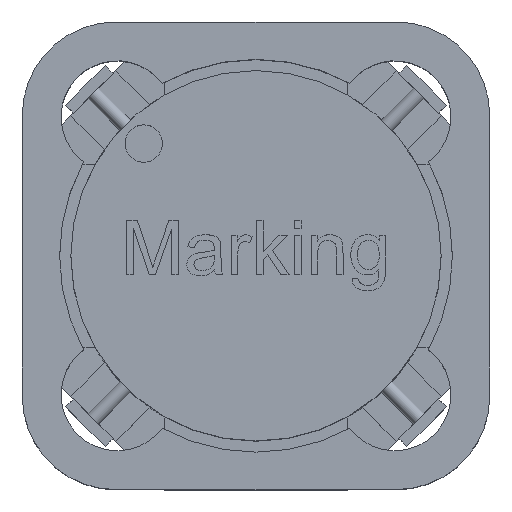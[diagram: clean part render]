
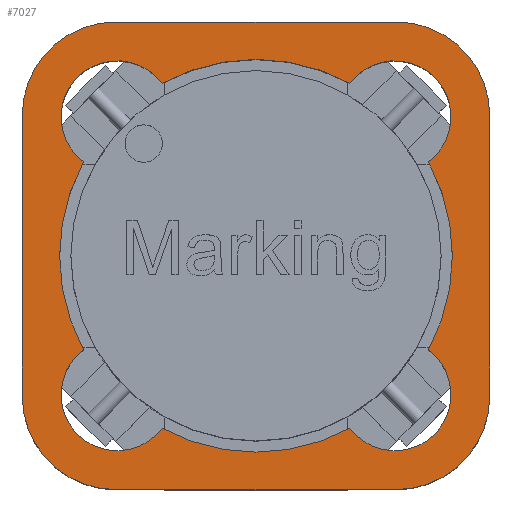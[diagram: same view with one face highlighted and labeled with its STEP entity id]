
A CAD part, top view. The second image highlights one B-rep face of the part: STEP entity #7027.
In plain terms, the highlighted planar face has unit normal (0, 0, 1).
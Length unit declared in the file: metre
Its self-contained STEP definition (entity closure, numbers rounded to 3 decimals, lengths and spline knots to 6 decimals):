
#227=CIRCLE('',#9044,0.0015);
#229=CIRCLE('',#9047,0.0015);
#231=CIRCLE('',#9050,0.0015);
#235=CIRCLE('',#9056,0.00525);
#239=CIRCLE('',#9062,0.00525);
#243=CIRCLE('',#9079,0.0025);
#245=CIRCLE('',#9082,0.0025);
#247=CIRCLE('',#9085,0.0025);
#249=CIRCLE('',#9088,0.0025);
#254=CIRCLE('',#9097,0.00525);
#255=CIRCLE('',#9098,0.00525);
#256=CIRCLE('',#9099,0.0015);
#2035=ORIENTED_EDGE('',*,*,#3210,.T.);
#2036=ORIENTED_EDGE('',*,*,#3197,.T.);
#2037=ORIENTED_EDGE('',*,*,#3147,.T.);
#2038=ORIENTED_EDGE('',*,*,#3200,.T.);
#2039=ORIENTED_EDGE('',*,*,#3161,.T.);
#2040=ORIENTED_EDGE('',*,*,#3202,.T.);
#2041=ORIENTED_EDGE('',*,*,#3213,.T.);
#2042=ORIENTED_EDGE('',*,*,#3205,.T.);
#2043=ORIENTED_EDGE('',*,*,#3218,.F.);
#2044=ORIENTED_EDGE('',*,*,#3138,.F.);
#2045=ORIENTED_EDGE('',*,*,#3166,.F.);
#2046=ORIENTED_EDGE('',*,*,#3134,.F.);
#2047=ORIENTED_EDGE('',*,*,#3152,.F.);
#2048=ORIENTED_EDGE('',*,*,#3130,.F.);
#2049=ORIENTED_EDGE('',*,*,#3219,.F.);
#2050=ORIENTED_EDGE('',*,*,#3220,.F.);
#3130=EDGE_CURVE('',#3873,#3874,#227,.T.);
#3134=EDGE_CURVE('',#3877,#3878,#229,.T.);
#3138=EDGE_CURVE('',#3881,#3882,#231,.T.);
#3147=EDGE_CURVE('',#3891,#3890,#4627,.T.);
#3152=EDGE_CURVE('',#3874,#3877,#235,.T.);
#3161=EDGE_CURVE('',#3903,#3902,#4637,.T.);
#3166=EDGE_CURVE('',#3878,#3881,#239,.T.);
#3197=EDGE_CURVE('',#3924,#3891,#243,.T.);
#3200=EDGE_CURVE('',#3890,#3903,#245,.T.);
#3202=EDGE_CURVE('',#3902,#3926,#247,.T.);
#3205=EDGE_CURVE('',#3928,#3929,#249,.T.);
#3210=EDGE_CURVE('',#3929,#3924,#4672,.T.);
#3213=EDGE_CURVE('',#3926,#3928,#4675,.T.);
#3218=EDGE_CURVE('',#3882,#3934,#254,.T.);
#3219=EDGE_CURVE('',#3935,#3873,#255,.T.);
#3220=EDGE_CURVE('',#3934,#3935,#256,.T.);
#3873=VERTEX_POINT('',#16166);
#3874=VERTEX_POINT('',#16168);
#3877=VERTEX_POINT('',#16175);
#3878=VERTEX_POINT('',#16177);
#3881=VERTEX_POINT('',#16184);
#3882=VERTEX_POINT('',#16186);
#3890=VERTEX_POINT('',#16203);
#3891=VERTEX_POINT('',#16205);
#3902=VERTEX_POINT('',#16231);
#3903=VERTEX_POINT('',#16233);
#3924=VERTEX_POINT('',#16304);
#3926=VERTEX_POINT('',#16313);
#3928=VERTEX_POINT('',#16319);
#3929=VERTEX_POINT('',#16320);
#3934=VERTEX_POINT('',#16342);
#3935=VERTEX_POINT('',#16344);
#4627=LINE('',#16204,#5380);
#4637=LINE('',#16232,#5390);
#4672=LINE('',#16328,#5425);
#4675=LINE('',#16332,#5428);
#5380=VECTOR('',#10568,1.);
#5390=VECTOR('',#10590,1.);
#5425=VECTOR('',#10689,1.);
#5428=VECTOR('',#10694,1.);
#5927=EDGE_LOOP('',(#2035,#2036,#2037,#2038,#2039,#2040,#2041,#2042));
#5928=EDGE_LOOP('',(#2043,#2044,#2045,#2046,#2047,#2048,#2049,#2050));
#6378=FACE_BOUND('',#5927,.T.);
#6379=FACE_BOUND('',#5928,.T.);
#6658=PLANE('',#9096);
#7027=ADVANCED_FACE('',(#6378,#6379),#6658,.T.);
#9044=AXIS2_PLACEMENT_3D('',#16167,#10539,#10540);
#9047=AXIS2_PLACEMENT_3D('',#16176,#10547,#10548);
#9050=AXIS2_PLACEMENT_3D('',#16185,#10555,#10556);
#9056=AXIS2_PLACEMENT_3D('',#16214,#10577,#10578);
#9062=AXIS2_PLACEMENT_3D('',#16242,#10599,#10600);
#9079=AXIS2_PLACEMENT_3D('',#16303,#10660,#10661);
#9082=AXIS2_PLACEMENT_3D('',#16309,#10667,#10668);
#9085=AXIS2_PLACEMENT_3D('',#16312,#10673,#10674);
#9088=AXIS2_PLACEMENT_3D('',#16318,#10680,#10681);
#9096=AXIS2_PLACEMENT_3D('',#16340,#10704,#10705);
#9097=AXIS2_PLACEMENT_3D('',#16341,#10706,#10707);
#9098=AXIS2_PLACEMENT_3D('',#16343,#10708,#10709);
#9099=AXIS2_PLACEMENT_3D('',#16345,#10710,#10711);
#10539=DIRECTION('',(0.,0.,1.));
#10540=DIRECTION('',(-1.,0.,0.));
#10547=DIRECTION('',(0.,0.,1.));
#10548=DIRECTION('',(-1.,0.,0.));
#10555=DIRECTION('',(0.,0.,1.));
#10556=DIRECTION('',(1.,0.,0.));
#10568=DIRECTION('',(0.,1.,0.));
#10577=DIRECTION('',(0.,0.,1.));
#10578=DIRECTION('',(-1.,0.,0.));
#10590=DIRECTION('',(-1.,0.,0.));
#10599=DIRECTION('',(0.,0.,1.));
#10600=DIRECTION('',(1.,0.,0.));
#10660=DIRECTION('',(0.,0.,1.));
#10661=DIRECTION('',(1.,0.,0.));
#10667=DIRECTION('',(0.,0.,1.));
#10668=DIRECTION('',(1.,0.,0.));
#10673=DIRECTION('',(0.,0.,1.));
#10674=DIRECTION('',(1.,0.,0.));
#10680=DIRECTION('',(0.,0.,1.));
#10681=DIRECTION('',(1.,0.,0.));
#10689=DIRECTION('',(1.,0.,0.));
#10694=DIRECTION('',(0.,-1.,0.));
#10704=DIRECTION('',(0.,0.,1.));
#10705=DIRECTION('',(1.,0.,0.));
#10706=DIRECTION('',(0.,0.,1.));
#10707=DIRECTION('',(1.,0.,0.));
#10708=DIRECTION('',(0.,0.,1.));
#10709=DIRECTION('',(1.,0.,0.));
#10710=DIRECTION('',(0.,0.,1.));
#10711=DIRECTION('',(1.,0.,0.));
#16166=CARTESIAN_POINT('',(0.002511,-0.004611,0.0048));
#16167=CARTESIAN_POINT('',(0.003712,-0.003712,0.0048));
#16168=CARTESIAN_POINT('',(0.004611,-0.002511,0.0048));
#16175=CARTESIAN_POINT('',(0.004611,0.002511,0.0048));
#16176=CARTESIAN_POINT('',(0.003712,0.003712,0.0048));
#16177=CARTESIAN_POINT('',(0.002511,0.004611,0.0048));
#16184=CARTESIAN_POINT('',(-0.002511,0.004611,0.0048));
#16185=CARTESIAN_POINT('',(-0.003712,0.003712,0.0048));
#16186=CARTESIAN_POINT('',(-0.004611,0.002511,0.0048));
#16203=CARTESIAN_POINT('',(0.00625,0.00375,0.0048));
#16204=CARTESIAN_POINT('',(0.00625,-0.00625,0.0048));
#16205=CARTESIAN_POINT('',(0.00625,-0.00375,0.0048));
#16214=CARTESIAN_POINT('',(0.,0.,0.0048));
#16231=CARTESIAN_POINT('',(-0.00375,0.00625,0.0048));
#16232=CARTESIAN_POINT('',(0.00625,0.00625,0.0048));
#16233=CARTESIAN_POINT('',(0.00375,0.00625,0.0048));
#16242=CARTESIAN_POINT('',(0.,0.,0.0048));
#16303=CARTESIAN_POINT('',(0.00375,-0.00375,0.0048));
#16304=CARTESIAN_POINT('',(0.00375,-0.00625,0.0048));
#16309=CARTESIAN_POINT('',(0.00375,0.00375,0.0048));
#16312=CARTESIAN_POINT('',(-0.00375,0.00375,0.0048));
#16313=CARTESIAN_POINT('',(-0.00625,0.00375,0.0048));
#16318=CARTESIAN_POINT('',(-0.00375,-0.00375,0.0048));
#16319=CARTESIAN_POINT('',(-0.00625,-0.00375,0.0048));
#16320=CARTESIAN_POINT('',(-0.00375,-0.00625,0.0048));
#16328=CARTESIAN_POINT('',(-0.00625,-0.00625,0.0048));
#16332=CARTESIAN_POINT('',(-0.00625,0.00625,0.0048));
#16340=CARTESIAN_POINT('',(-0.00625,-0.00625,0.0048));
#16341=CARTESIAN_POINT('',(0.,0.,0.0048));
#16342=CARTESIAN_POINT('',(-0.004611,-0.002511,0.0048));
#16343=CARTESIAN_POINT('',(0.,0.,0.0048));
#16344=CARTESIAN_POINT('',(-0.002511,-0.004611,0.0048));
#16345=CARTESIAN_POINT('',(-0.003712,-0.003712,0.0048));
